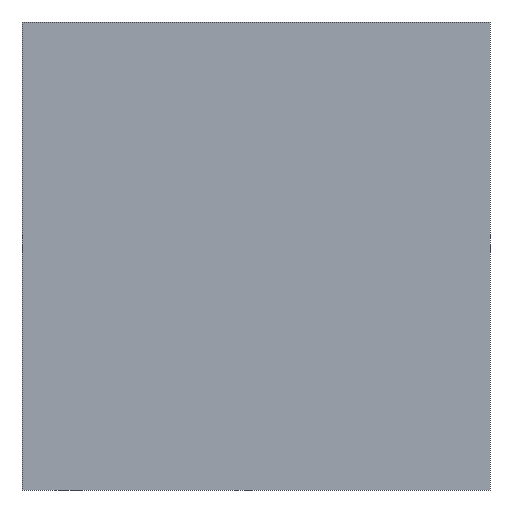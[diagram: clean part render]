
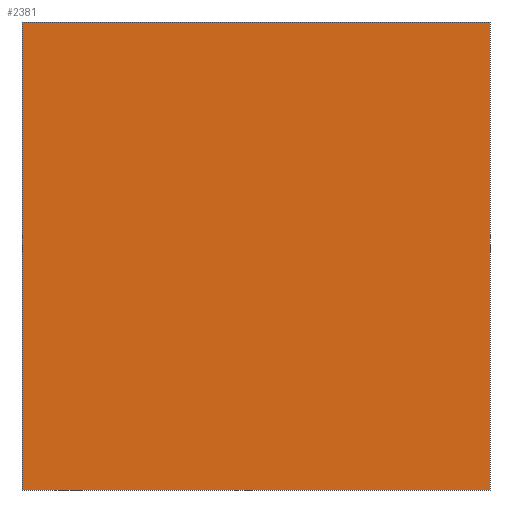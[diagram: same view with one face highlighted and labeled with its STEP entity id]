
A CAD part, front view. The second image highlights one B-rep face of the part: STEP entity #2381.
In plain terms, the highlighted planar face has unit normal (0, -1, 0).
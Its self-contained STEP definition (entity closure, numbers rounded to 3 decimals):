
#2345 = EDGE_CURVE('',#2346,#2348,#2350,.T.);
#2346 = VERTEX_POINT('',#2347);
#2347 = CARTESIAN_POINT('',(-90.,-60.11,-43.75));
#2348 = VERTEX_POINT('',#2349);
#2349 = CARTESIAN_POINT('',(-90.,-60.11,56.25));
#2350 = LINE('',#2351,#2352);
#2351 = CARTESIAN_POINT('',(-90.,-60.11,-43.75));
#2352 = VECTOR('',#2353,1.);
#2353 = DIRECTION('',(0.,0.,1.));
#2381 = ADVANCED_FACE('',(#2382),#2407,.F.);
#2382 = FACE_BOUND('',#2383,.F.);
#2383 = EDGE_LOOP('',(#2384,#2392,#2393,#2401));
#2384 = ORIENTED_EDGE('',*,*,#2385,.F.);
#2385 = EDGE_CURVE('',#2346,#2386,#2388,.T.);
#2386 = VERTEX_POINT('',#2387);
#2387 = CARTESIAN_POINT('',(10.,-60.11,-43.75));
#2388 = LINE('',#2389,#2390);
#2389 = CARTESIAN_POINT('',(-90.,-60.11,-43.75));
#2390 = VECTOR('',#2391,1.);
#2391 = DIRECTION('',(1.,0.,0.));
#2392 = ORIENTED_EDGE('',*,*,#2345,.T.);
#2393 = ORIENTED_EDGE('',*,*,#2394,.T.);
#2394 = EDGE_CURVE('',#2348,#2395,#2397,.T.);
#2395 = VERTEX_POINT('',#2396);
#2396 = CARTESIAN_POINT('',(10.,-60.11,56.25));
#2397 = LINE('',#2398,#2399);
#2398 = CARTESIAN_POINT('',(-90.,-60.11,56.25));
#2399 = VECTOR('',#2400,1.);
#2400 = DIRECTION('',(1.,0.,0.));
#2401 = ORIENTED_EDGE('',*,*,#2402,.F.);
#2402 = EDGE_CURVE('',#2386,#2395,#2403,.T.);
#2403 = LINE('',#2404,#2405);
#2404 = CARTESIAN_POINT('',(10.,-60.11,-43.75));
#2405 = VECTOR('',#2406,1.);
#2406 = DIRECTION('',(0.,0.,1.));
#2407 = PLANE('',#2408);
#2408 = AXIS2_PLACEMENT_3D('',#2409,#2410,#2411);
#2409 = CARTESIAN_POINT('',(-90.,-60.11,-43.75));
#2410 = DIRECTION('',(0.,1.,0.));
#2411 = DIRECTION('',(0.,0.,1.));
